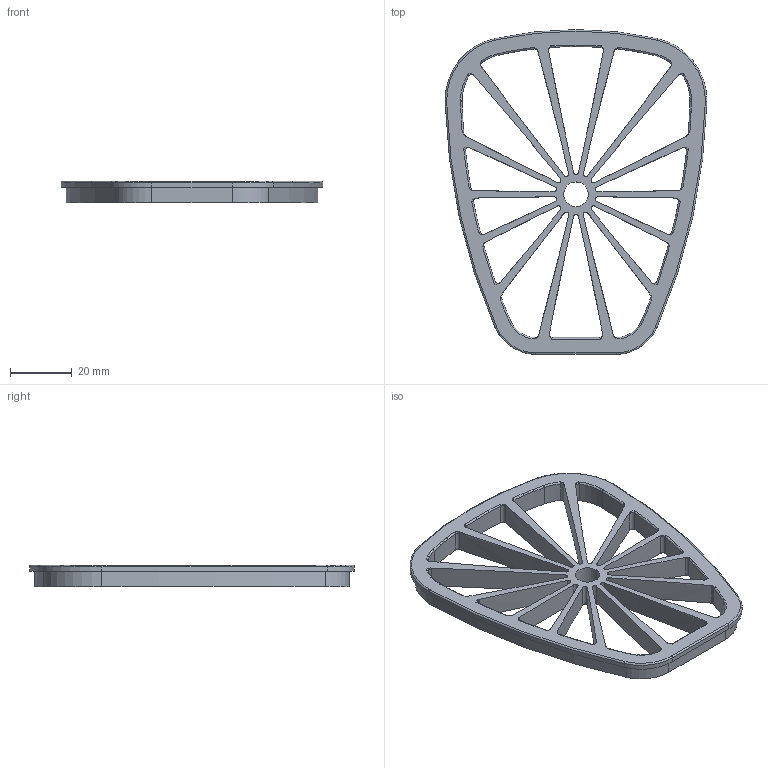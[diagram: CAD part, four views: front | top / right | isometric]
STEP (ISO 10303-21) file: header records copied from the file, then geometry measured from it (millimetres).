
FILE_DESCRIPTION (( 'STEP AP203' ), '1' );
FILE_NAME ('Mesh rev.3.STEP', '2020-03-20T11:30:24', ( '' ), ( '' ), 'SwSTEP 2.0', 'SolidWorks 2018', '' );
FILE_SCHEMA (( 'CONFIG_CONTROL_DESIGN' ));
Length unit declared in the file: millimetre
Products named in the file (1): Mesh rev.3
Bounding box: 85.02 x 105.5 x 7 mm (x, y, z)
Volume: 17340 mm3; surface area: 17330.8 mm2
Topology: 1 solids, 1 shells, 251 faces, 660 edges, 426 vertices
Faces by surface type: cylinder 173, torus 28, bspline 28, plane 22
Entity records: 9227 total; most frequent: CARTESIAN_POINT 2802, DIRECTION 1412, ORIENTED_EDGE 1320, EDGE_CURVE 660, AXIS2_PLACEMENT_3D 612, VERTEX_POINT 426, CIRCLE 388, EDGE_LOOP 296
